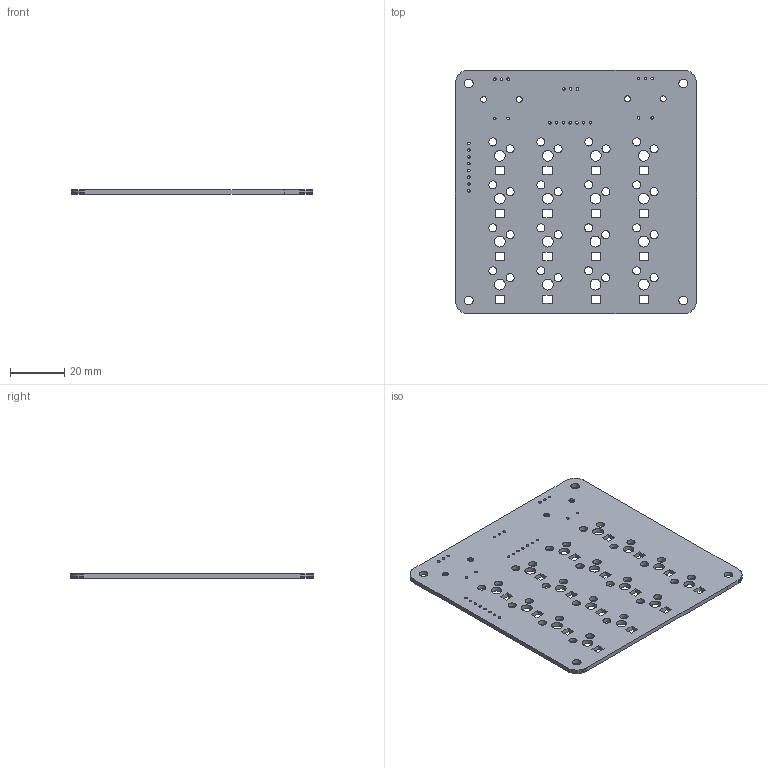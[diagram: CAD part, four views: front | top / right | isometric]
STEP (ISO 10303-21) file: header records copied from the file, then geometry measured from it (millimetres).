
FILE_DESCRIPTION(('KiCad electronic assembly'),'2;1');
FILE_NAME('MatrixPCB.step','2023-11-05T15:13:38',('Pcbnew'),('Kicad'), 'Open CASCADE STEP processor 7.6','KiCad to STEP converter','Unknown' );
FILE_SCHEMA(('AUTOMOTIVE_DESIGN { 1 0 10303 214 1 1 1 1 }'));
Length unit declared in the file: millimetre
Products named in the file (2): MatrixPCB 1; PCB
Assembly tree (1 placements, depth 2):
  MatrixPCB 1
    PCB
Bounding box: 89.2 x 90 x 1.6 mm (x, y, z)
Volume: 11759.7 mm3; surface area: 16634.3 mm2
Topology: 1 solids, 1 shells, 360 faces, 1074 edges, 716 vertices
Faces by surface type: plane 280, cylinder 80
Full cylindrical faces by diameter (mm): 0.95 x18, 1 x10, 3 x32, 3.2 x4, 3.988 x16
Entity records: 26887 total; most frequent: CARTESIAN_POINT 5260, DIRECTION 3946, LINE 2902, VECTOR 2902, ORIENTED_EDGE 2148, PCURVE 2148, DEFINITIONAL_REPRESENTATION 2148, EDGE_CURVE 1074
